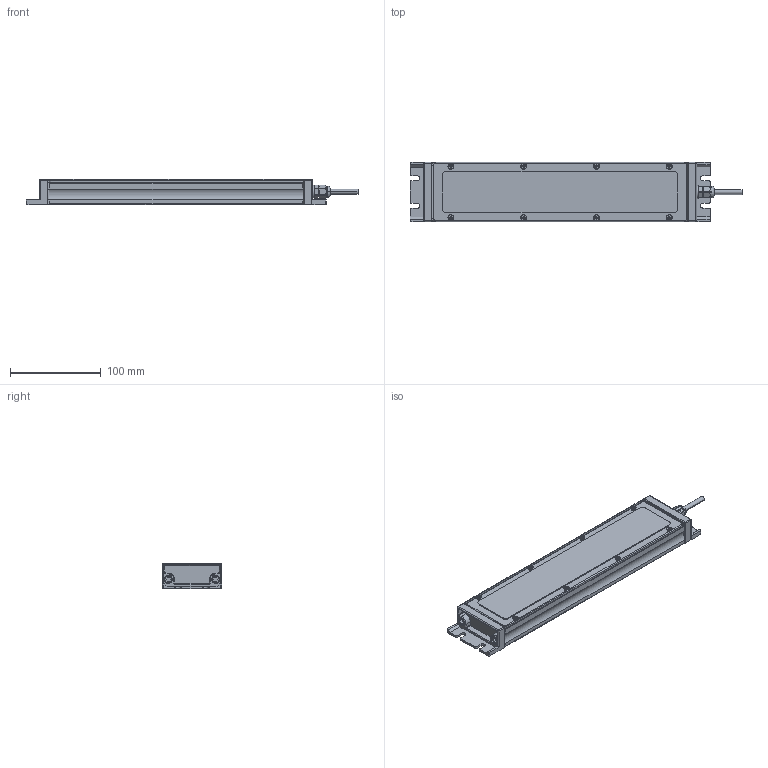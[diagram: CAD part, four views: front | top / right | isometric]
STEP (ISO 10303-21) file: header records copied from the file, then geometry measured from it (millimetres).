
FILE_DESCRIPTION((''),'2;1');
FILE_NAME('NLE20 SERIES.stp','2023-11-28T16:47:46',(''),(''),'Mechanical Desktop 2011','Mechanical Desktop 2011',', , ');
FILE_SCHEMA(('CONFIG_CONTROL_DESIGN'));
Length unit declared in the file: millimetre
Products named in the file (1): Product
Bounding box: 365 x 65.07 x 27.5 mm (x, y, z)
Volume: 454578.3 mm3; surface area: 96639.5 mm2
Topology: 20 solids, 20 shells, 816 faces, 2120 edges, 1355 vertices
Faces by surface type: bspline 268, plane 263, cylinder 186, cone 74, torus 19, sphere 6
Full cylindrical faces by diameter (mm): 9.865 x9, 11.489 x8
Entity records: 30712 total; most frequent: CARTESIAN_POINT 11795, ORIENTED_EDGE 4196, DIRECTION 3551, EDGE_CURVE 2098, VERTEX_POINT 1347, AXIS2_PLACEMENT_3D 1225, VECTOR 1101, LINE 1101
